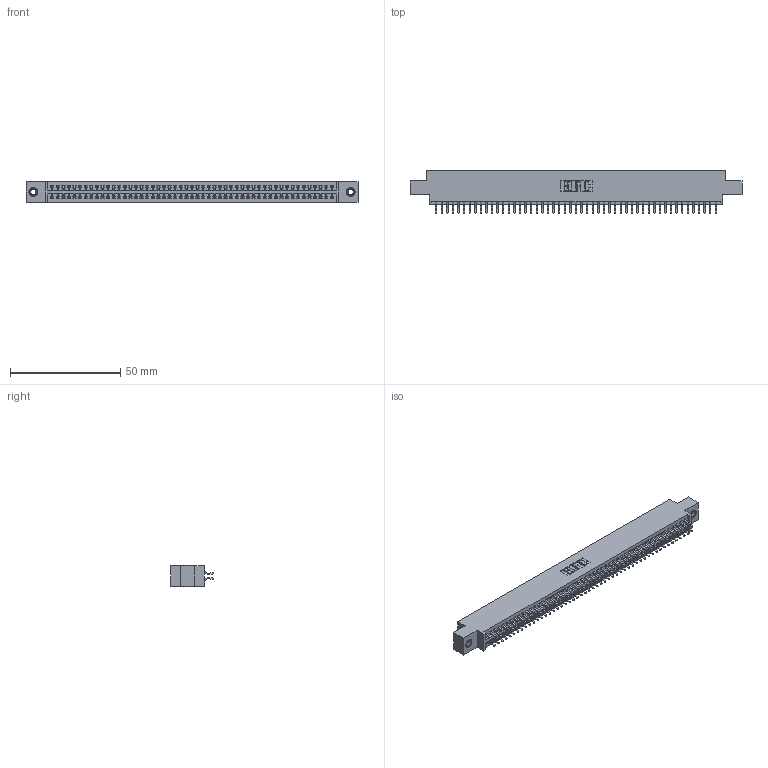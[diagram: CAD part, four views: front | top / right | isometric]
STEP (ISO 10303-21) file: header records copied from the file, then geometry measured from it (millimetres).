
FILE_DESCRIPTION (( 'STEP AP203' ), '1' );
FILE_NAME ('395-102-556-807.STEP', '2019-10-26T19:11:17', ( '' ), ( '' ), 'SwSTEP 2.0', 'SolidWorks 2016', '' );
FILE_SCHEMA (( 'CONFIG_CONTROL_DESIGN' ));
Length unit declared in the file: inch
Products named in the file (4): 345 Part_0.170 Offset - 0.156 Dia-TI; 345-292-001_556 Tail; 345-250-001_345-250-005-103; 395-102-556-807
Assembly tree (105 placements, depth 2):
  395-102-556-807
    345 Part_0.170 Offset - 0.156 Dia-TI
    345-292-001_556 Tail  x102
    345-250-001_345-250-005-103  x2
Bounding box: 150.75 x 19.24 x 9.4 mm (x, y, z)
Volume: 14596.5 mm3; surface area: 21832.5 mm2
Topology: 105 solids, 105 shells, 5902 faces, 17523 edges, 11538 vertices
Faces by surface type: plane 3890, cylinder 1996, cone 12, torus 4
Entity records: 40342 total; most frequent: CARTESIAN_POINT 6751, ORIENTED_EDGE 6666, DIRECTION 5955, EDGE_CURVE 3333, VECTOR 2969, LINE 2969, VERTEX_POINT 2216, AXIS2_PLACEMENT_3D 1493
